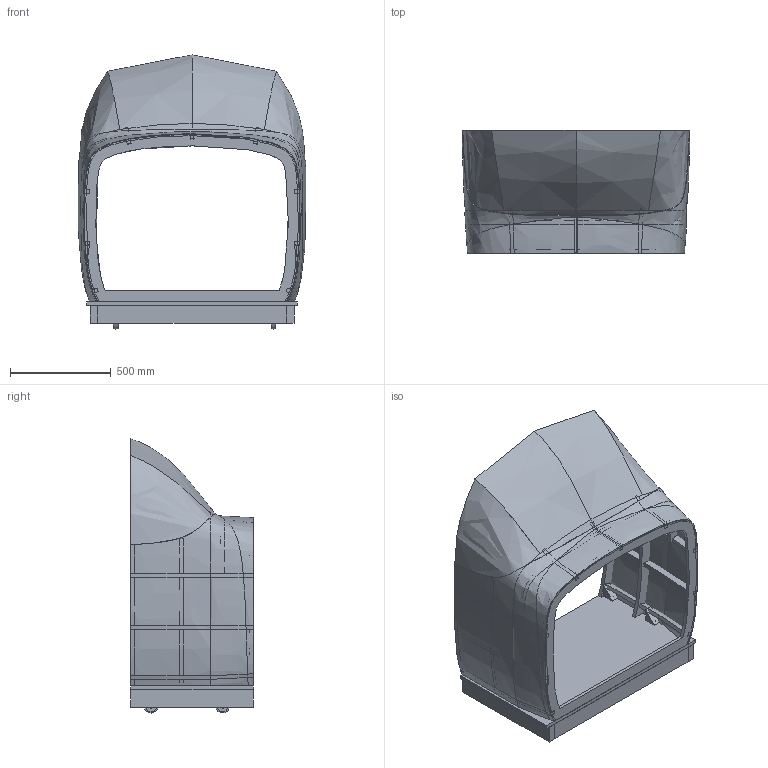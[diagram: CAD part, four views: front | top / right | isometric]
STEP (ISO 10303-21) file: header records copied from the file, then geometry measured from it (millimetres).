
FILE_DESCRIPTION(/* description */ (''),/* implementation_level */ '2;1');
FILE_NAME(/* name */ '2-1-100 Full Shell v194.step',/* time_stamp */ '2022-02-12T15:21:39-07:00',/* author */ (''),/* organization */ (''),/* preprocessor_version */ 'ST-DEVELOPER v18.1',/* originating_system */ 'Autodesk Translation Framework v10.13.0.1454',/* authorisation */ '');
FILE_SCHEMA (('AUTOMOTIVE_DESIGN { 1 0 10303 214 3 1 1 }'));
Products named in the file (26): 2-1-100 Full Shell; 2-1-100 Structure; Sheathing; Support Blocks; Standard Spacing Block 90 degree; Body Components; Ribs; 2-1-103 Rear Rib (1); 2-1-102 Middle Rib (1); 2-1-101 Front Rib (1); 2-1-103 Rear Rib; 2-1-102; Mid Support; Stringers; 2-1-105 (1); 2-1-107; 2-1-107 (1); 2-1-108 (1); 2-1-105; 2-1-108; 2-1-106; 2-1-106 (1); 2-1-104; 2-1-200 Wooden Base; 1-1 Shell Complete Assy_2358T53; 2-1-500 Windshield
Assembly tree (31 placements, depth 5):
  2-1-100 Full Shell
    2-1-100 Structure
      Sheathing
      Support Blocks
        Standard Spacing Block 90 degree  x4
      Body Components
        Ribs
          2-1-103 Rear Rib (1)
          2-1-102 Middle Rib (1)
          2-1-101 Front Rib (1)
          2-1-103 Rear Rib
          2-1-102
          Mid Support
        Stringers
          2-1-105 (1)
          2-1-107
          2-1-107 (1)
          2-1-108 (1)
          2-1-105
          2-1-108
          2-1-106
          2-1-106 (1)
          2-1-104
    2-1-200 Wooden Base
      1-1 Shell Complete Assy_2358T53  x4
    2-1-500 Windshield
Bounding box: 1131.64 x 609.6 x 1363.35 mm (x, y, z)
Volume: 49984649.3 mm3; surface area: 7889897.4 mm2
Topology: 38 solids, 38 shells, 939 faces, 2344 edges, 1517 vertices
Faces by surface type: plane 535, cylinder 190, bspline 142, cone 60, torus 12
Full cylindrical faces by diameter (mm): 3.175 x16, 4.762 x16, 6.35 x6, 7.15 x8, 21.59 x1, 35.338 x4, 60.655 x8
Entity records: 57321 total; most frequent: CARTESIAN_POINT 42362, ORIENTED_EDGE 3188, DIRECTION 2574, EDGE_CURVE 1594, VERTEX_POINT 1055, LINE 950, VECTOR 950, AXIS2_PLACEMENT_3D 812
